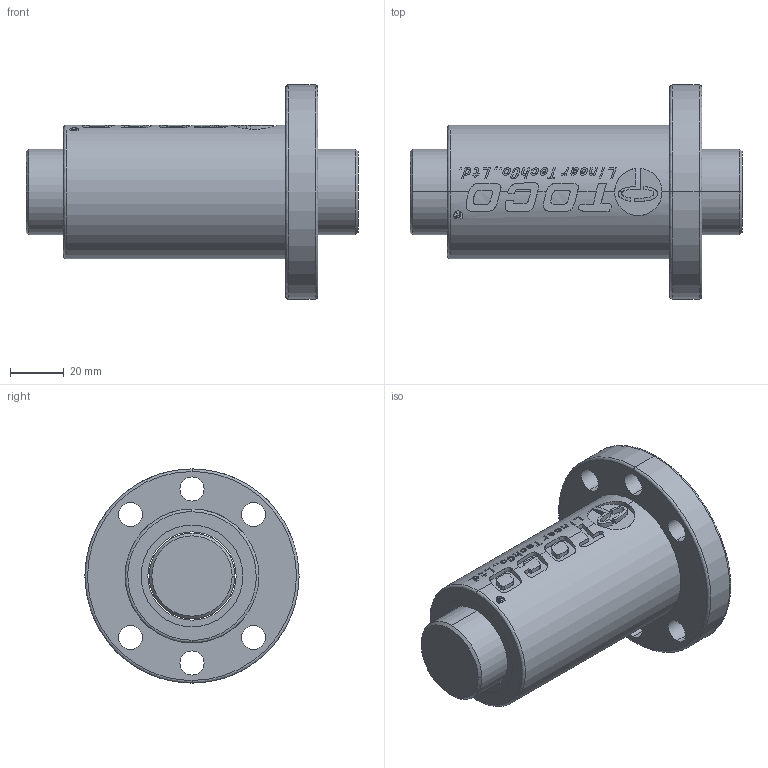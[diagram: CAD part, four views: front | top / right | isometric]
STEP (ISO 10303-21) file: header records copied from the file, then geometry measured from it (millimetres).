
FILE_DESCRIPTION (( 'STEP AP203' ), '1' );
FILE_NAME ('SFU03210.STEP', '2019-04-04T07:22:33', ( '' ), ( '' ), 'SwSTEP 2.0', 'SolidWorks 2015', '' );
FILE_SCHEMA (( 'CONFIG_CONTROL_DESIGN' ));
Length unit declared in the file: millimetre
Products named in the file (1): SFU03210
Bounding box: 124 x 80 x 80 mm (x, y, z)
Volume: 236143 mm3; surface area: 53446.9 mm2
Topology: 4 solids, 4 shells, 676 faces, 1900 edges, 1264 vertices
Faces by surface type: plane 597, cylinder 48, bspline 27, cone 4
Entity records: 23829 total; most frequent: CARTESIAN_POINT 7779, ORIENTED_EDGE 3800, DIRECTION 2762, EDGE_CURVE 1900, VECTOR 1264, VERTEX_POINT 1264, LINE 1264, AXIS2_PLACEMENT_3D 749
